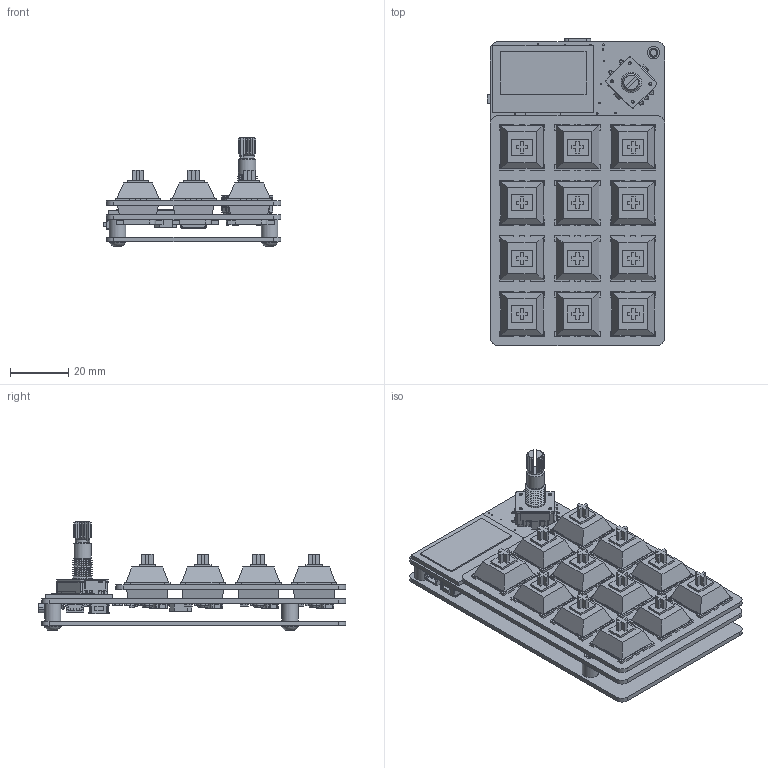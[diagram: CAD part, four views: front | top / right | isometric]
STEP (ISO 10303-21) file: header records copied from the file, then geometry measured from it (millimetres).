
FILE_DESCRIPTION(/* description */ (''),/* implementation_level */ '2;1');
FILE_NAME(/* name */ 'MacroPad Kit v6.step',/* time_stamp */ '2021-06-29T13:16:20-04:00',/* author */ (''),/* organization */ (''),/* preprocessor_version */ 'ST-DEVELOPER v18.1',/* originating_system */ 'Autodesk Translation Framework v10.9.0.1377',/* authorisation */ '');
FILE_SCHEMA (('AUTOMOTIVE_DESIGN { 1 0 10303 214 3 1 1 }'));
Products named in the file (36): MacroPad Kit; NeoKey MacroPad bottom plate rev B; PCB Component; Board; NeoKey MacroPad 2040 rev C; PCB Component_1; Board_1; SOCKET; 10uF; RED; AP2112K-3.3; 74HCT1G125DBV; GD25x16; 0.1uF; RP2040_QFN56; 12MHZ; TYPE C; PEC11; WS2812B_SK6812E; RA SW; STEMMA_I2C_QT; 1N4148; ZJY130-2864KSWLG22; 5.1K; 7.5mm SPK; PAM8301; standoffs; M3 SMT8mm; Switchces; Switches; cherry mx; NeoKey MacroPad Keyplate rev B; PCB Component_2; Board_2; hardware; M3x6mm
Assembly tree (115 placements, depth 5):
  MacroPad Kit
    NeoKey MacroPad bottom plate rev B
      PCB Component
        Board
    NeoKey MacroPad 2040 rev C
      PCB Component_1
        Board_1
        SOCKET  x12
        10uF  x9
        RED
        AP2112K-3.3
        74HCT1G125DBV
        GD25x16
        0.1uF  x33
        RP2040_QFN56
        12MHZ
        TYPE C
        PEC11
        WS2812B_SK6812E  x12
        RA SW
        STEMMA_I2C_QT
        1N4148
        ZJY130-2864KSWLG22
        5.1K  x2
        7.5mm SPK
        PAM8301
        standoffs
          M3 SMT8mm  x4
      Switchces
    Switches
      cherry mx  x12
    NeoKey MacroPad Keyplate rev B
      PCB Component_2
        Board_2
    hardware
      M3x6mm  x4
Bounding box: 60.75 x 105.25 x 37.29 mm (x, y, z)
Volume: 51740.3 mm3; surface area: 55307.9 mm2
Topology: 185 solids, 185 shells, 5477 faces, 13609 edges, 8712 vertices
Faces by surface type: plane 4029, cylinder 968, cone 340, torus 120, bspline 10, sphere 10
Full cylindrical faces by diameter (mm): 0.2 x1, 0.3 x1, 0.5 x90, 0.65 x2, 0.8 x14, 1 x11, 1.2 x1, 1.6 x25, 1.814 x24, 2.4 x12, 2.9 x12, 3 x28, 3.2 x24, 3.85 x12, 3.9 x12, 4.25 x8, 5 x1, 5.6 x4, 5.7 x4, 6 x1, 7 x1
Entity records: 70138 total; most frequent: CARTESIAN_POINT 12229, DIRECTION 11479, ORIENTED_EDGE 11436, EDGE_CURVE 5718, LINE 4349, VECTOR 4349, VERTEX_POINT 3690, AXIS2_PLACEMENT_3D 3565
